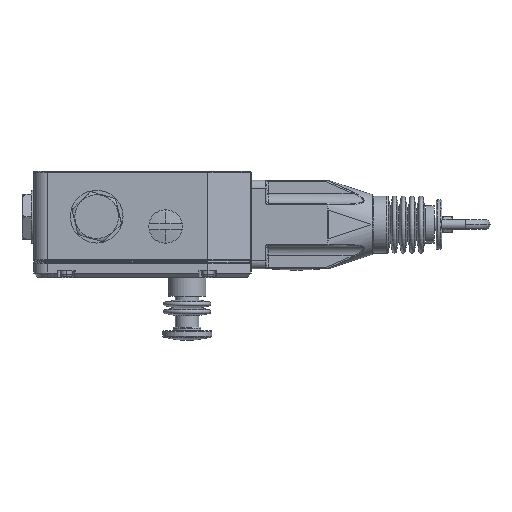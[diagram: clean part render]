
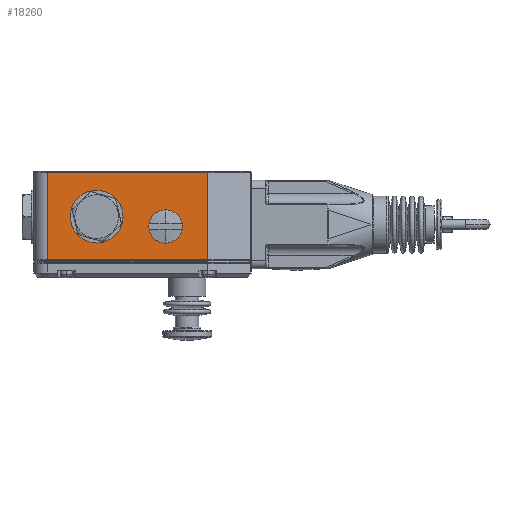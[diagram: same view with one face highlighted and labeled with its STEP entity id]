
A CAD part, left-side view. The second image highlights one B-rep face of the part: STEP entity #18260.
In plain terms, the highlighted planar face has unit normal (-1, 0, 0).
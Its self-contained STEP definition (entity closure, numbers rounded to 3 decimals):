
#96 = AXIS2_PLACEMENT_3D ( 'NONE', #26474, #14115, #1765 ) ;
#595 = FACE_BOUND ( 'NONE', #12570, .T. ) ;
#1061 = VECTOR ( 'NONE', #12455, 1000. ) ;
#1241 = FACE_OUTER_BOUND ( 'NONE', #6273, .T. ) ;
#1340 = CARTESIAN_POINT ( 'NONE',  ( -31.5, 22.127, -17.934 ) ) ;
#1424 = ORIENTED_EDGE ( 'NONE', *, *, #7433, .T. ) ;
#1675 = CIRCLE ( 'NONE', #96, 13.4 ) ;
#1765 = DIRECTION ( 'NONE',  ( 0., 0., -1. ) ) ;
#2139 = CARTESIAN_POINT ( 'NONE',  ( -31.5, 110.5, 26.5 ) ) ;
#2605 = EDGE_CURVE ( 'NONE', #7711, #7921, #3956, .T. ) ;
#2730 = ORIENTED_EDGE ( 'NONE', *, *, #15777, .F. ) ;
#3454 = VECTOR ( 'NONE', #19057, 1000. ) ;
#3512 = DIRECTION ( 'NONE',  ( -1., 0., 0. ) ) ;
#3956 = LINE ( 'NONE', #19453, #8143 ) ;
#4279 = CARTESIAN_POINT ( 'NONE',  ( -31.5, 103.5, -17.934 ) ) ;
#4353 = CARTESIAN_POINT ( 'NONE',  ( -31.5, 43.5, 7.5 ) ) ;
#4379 = DIRECTION ( 'NONE',  ( 0., 0., 1. ) ) ;
#4750 = CARTESIAN_POINT ( 'NONE',  ( -31.5, 78.5, -9.4 ) ) ;
#5254 = DIRECTION ( 'NONE',  ( -1., 0., 0. ) ) ;
#5656 = CARTESIAN_POINT ( 'NONE',  ( -31.5, 43.5, -9.5 ) ) ;
#6273 = EDGE_LOOP ( 'NONE', ( #7874, #1424, #14812, #13842 ) ) ;
#7252 = AXIS2_PLACEMENT_3D ( 'NONE', #21476, #9091, #23549 ) ;
#7433 = EDGE_CURVE ( 'NONE', #15423, #7711, #17531, .T. ) ;
#7711 = VERTEX_POINT ( 'NONE', #13253 ) ;
#7778 = VERTEX_POINT ( 'NONE', #1340 ) ;
#7874 = ORIENTED_EDGE ( 'NONE', *, *, #15012, .T. ) ;
#7921 = VERTEX_POINT ( 'NONE', #4279 ) ;
#8143 = VECTOR ( 'NONE', #9130, 1000. ) ;
#9091 = DIRECTION ( 'NONE',  ( -1., 0., 0. ) ) ;
#9130 = DIRECTION ( 'NONE',  ( 0., 0., -1. ) ) ;
#9946 = CARTESIAN_POINT ( 'NONE',  ( -31.5, 110.5, 27. ) ) ;
#10014 = EDGE_CURVE ( 'NONE', #21203, #12195, #19222, .T. ) ;
#10371 = CIRCLE ( 'NONE', #7252, 13.4 ) ;
#10908 = ORIENTED_EDGE ( 'NONE', *, *, #13981, .F. ) ;
#11574 = FACE_BOUND ( 'NONE', #18791, .T. ) ;
#12062 = DIRECTION ( 'NONE',  ( 0., 0., -1. ) ) ;
#12195 = VERTEX_POINT ( 'NONE', #5656 ) ;
#12455 = DIRECTION ( 'NONE',  ( 0., 1., 0. ) ) ;
#12570 = EDGE_LOOP ( 'NONE', ( #16731, #10908 ) ) ;
#12610 = CARTESIAN_POINT ( 'NONE',  ( -31.5, 22.127, 27. ) ) ;
#13253 = CARTESIAN_POINT ( 'NONE',  ( -31.5, 103.5, 26.5 ) ) ;
#13283 = CARTESIAN_POINT ( 'NONE',  ( -31.5, 110.5, -17.934 ) ) ;
#13795 = CIRCLE ( 'NONE', #15291, 8.5 ) ;
#13842 = ORIENTED_EDGE ( 'NONE', *, *, #21765, .T. ) ;
#13981 = EDGE_CURVE ( 'NONE', #24353, #19668, #10371, .T. ) ;
#14115 = DIRECTION ( 'NONE',  ( -1., 0., 0. ) ) ;
#14142 = LINE ( 'NONE', #12610, #18989 ) ;
#14812 = ORIENTED_EDGE ( 'NONE', *, *, #2605, .T. ) ;
#15012 = EDGE_CURVE ( 'NONE', #7778, #15423, #14142, .T. ) ;
#15291 = AXIS2_PLACEMENT_3D ( 'NONE', #17621, #5254, #19699 ) ;
#15423 = VERTEX_POINT ( 'NONE', #24403 ) ;
#15473 = AXIS2_PLACEMENT_3D ( 'NONE', #15897, #3512, #17966 ) ;
#15777 = EDGE_CURVE ( 'NONE', #12195, #21203, #13795, .T. ) ;
#15897 = CARTESIAN_POINT ( 'NONE',  ( -31.5, 43.5, -1. ) ) ;
#16731 = ORIENTED_EDGE ( 'NONE', *, *, #16936, .F. ) ;
#16936 = EDGE_CURVE ( 'NONE', #19668, #24353, #1675, .T. ) ;
#17201 = CARTESIAN_POINT ( 'NONE',  ( -31.5, 78.5, 17.4 ) ) ;
#17531 = LINE ( 'NONE', #2139, #1061 ) ;
#17621 = CARTESIAN_POINT ( 'NONE',  ( -31.5, 43.5, -1. ) ) ;
#17966 = DIRECTION ( 'NONE',  ( 0., 0., -1. ) ) ;
#18260 = ADVANCED_FACE ( 'NONE', ( #11574, #1241, #595 ), #22257, .F. ) ;
#18791 = EDGE_LOOP ( 'NONE', ( #2730, #21458 ) ) ;
#18989 = VECTOR ( 'NONE', #4379, 1000. ) ;
#19057 = DIRECTION ( 'NONE',  ( 0., -1., 0. ) ) ;
#19222 = CIRCLE ( 'NONE', #15473, 8.5 ) ;
#19294 = LINE ( 'NONE', #13283, #3454 ) ;
#19453 = CARTESIAN_POINT ( 'NONE',  ( -31.5, 103.5, 27. ) ) ;
#19668 = VERTEX_POINT ( 'NONE', #4750 ) ;
#19699 = DIRECTION ( 'NONE',  ( 0., 0., -1. ) ) ;
#21203 = VERTEX_POINT ( 'NONE', #4353 ) ;
#21458 = ORIENTED_EDGE ( 'NONE', *, *, #10014, .F. ) ;
#21476 = CARTESIAN_POINT ( 'NONE',  ( -31.5, 78.5, 4. ) ) ;
#21765 = EDGE_CURVE ( 'NONE', #7921, #7778, #19294, .T. ) ;
#22257 = PLANE ( 'NONE',  #26241 ) ;
#23549 = DIRECTION ( 'NONE',  ( 0., 0., -1. ) ) ;
#24353 = VERTEX_POINT ( 'NONE', #17201 ) ;
#24403 = CARTESIAN_POINT ( 'NONE',  ( -31.5, 22.127, 26.5 ) ) ;
#24420 = DIRECTION ( 'NONE',  ( 1., 0., 0. ) ) ;
#26241 = AXIS2_PLACEMENT_3D ( 'NONE', #9946, #24420, #12062 ) ;
#26474 = CARTESIAN_POINT ( 'NONE',  ( -31.5, 78.5, 4. ) ) ;
